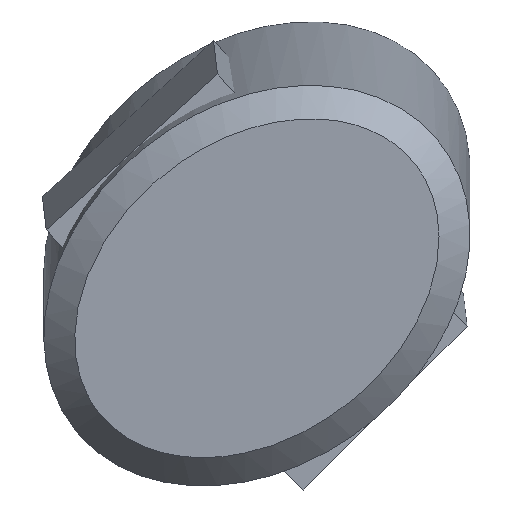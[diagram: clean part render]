
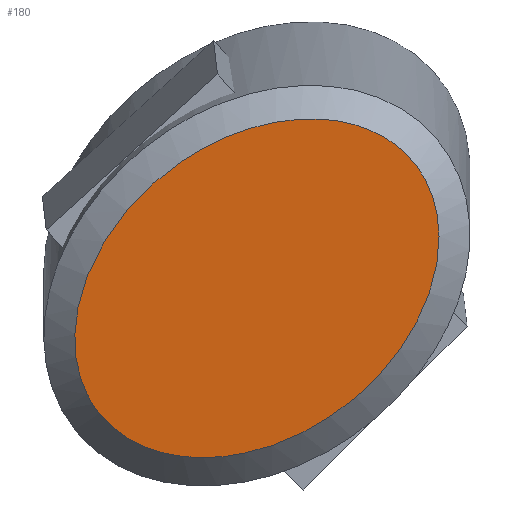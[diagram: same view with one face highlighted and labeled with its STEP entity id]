
A CAD part, top view. The second image highlights one B-rep face of the part: STEP entity #180.
In plain terms, the highlighted face is planar.
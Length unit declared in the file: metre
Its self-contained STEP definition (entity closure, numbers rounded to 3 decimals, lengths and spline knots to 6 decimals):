
#12=B_SPLINE_CURVE_WITH_KNOTS('',3,(#356,#357,#358,#359,#360,#361,#362,
#363,#364,#365,#366,#367,#368,#369,#370,#371,#372,#373,#374,#375,#376,#377,
#378,#379,#380,#381,#382,#383,#384,#385,#386,#387,#388,#389,#390,#391,#392,
#393,#394,#395,#396,#397,#398,#399,#400,#401,#402,#403,#404,#405,#406,#407,
#408,#409,#410,#411,#412,#413,#414),.UNSPECIFIED.,.T.,.F.,(1,1,1,1,1,1,
1,1,1,1,1,1,1,1,1,1,1,1,1,1,1,1,1,1,1,1,1,1,1,1,1,1,1,1,1,1,1,1,1,1,1,1,
1,1,1,1,1,1,1,1,1,1,1,1,1,1,1,1,1,1,1,1,1),(-0.04852,-0.032895,
-0.016447,0.,0.029688,0.045273,0.060859,0.076482,
0.092105,0.10773,0.123355,0.13898,0.154605,
0.17023,0.185855,0.216324,0.246793,
0.262398,0.278004,0.309215,0.325619,
0.342023,0.357687,0.373351,0.388978,
0.404605,0.42023,0.435855,0.45148,
0.467105,0.48273,0.498355,0.529605,0.54523,
0.560855,0.57648,0.592105,0.60773,
0.623355,0.63898,0.654605,0.67023,
0.685855,0.716324,0.746793,0.762398,
0.778004,0.809215,0.825619,0.842023,
0.857687,0.873351,0.888978,0.904605,
0.92023,0.935855,0.95148,0.967105,
0.983553,1.,1.029688,1.045273,1.060859),.UNSPECIFIED.);
#62=ORIENTED_EDGE('',*,*,#86,.T.);
#86=EDGE_CURVE('',#100,#100,#12,.T.);
#100=VERTEX_POINT('',#415);
#136=EDGE_LOOP('',(#62));
#154=FACE_BOUND('',#136,.T.);
#170=PLANE('',#222);
#180=ADVANCED_FACE('',(#154),#170,.T.);
#222=AXIS2_PLACEMENT_3D('',#355,#258,#259);
#258=DIRECTION('',(0.,0.,1.));
#259=DIRECTION('',(1.,0.,0.));
#355=CARTESIAN_POINT('',(0.,0.,0.127));
#356=CARTESIAN_POINT('',(-0.027405,-0.01837,0.127));
#357=CARTESIAN_POINT('',(-0.025489,-0.021203,0.127));
#358=CARTESIAN_POINT('',(-0.022997,-0.023557,0.127));
#359=CARTESIAN_POINT('',(-0.020126,-0.025327,0.127));
#360=CARTESIAN_POINT('',(-0.017663,-0.02642,0.127));
#361=CARTESIAN_POINT('',(-0.015111,-0.027196,0.127));
#362=CARTESIAN_POINT('',(-0.012346,-0.027697,0.127));
#363=CARTESIAN_POINT('',(-0.009598,-0.0279,0.127));
#364=CARTESIAN_POINT('',(-0.006702,-0.02783,0.127));
#365=CARTESIAN_POINT('',(-0.003892,-0.027507,0.127));
#366=CARTESIAN_POINT('',(-0.001001,-0.026923,0.127));
#367=CARTESIAN_POINT('',(0.001782,-0.026127,0.127));
#368=CARTESIAN_POINT('',(0.005459,-0.024767,0.127));
#369=CARTESIAN_POINT('',(0.009763,-0.022636,0.127));
#370=CARTESIAN_POINT('',(0.013812,-0.019907,0.127));
#371=CARTESIAN_POINT('',(0.016886,-0.017363,0.127));
#372=CARTESIAN_POINT('',(0.019763,-0.014633,0.127));
#373=CARTESIAN_POINT('',(0.022344,-0.011628,0.127));
#374=CARTESIAN_POINT('',(0.024655,-0.008266,0.127));
#375=CARTESIAN_POINT('',(0.026151,-0.005675,0.127));
#376=CARTESIAN_POINT('',(0.027443,-0.00295,0.127));
#377=CARTESIAN_POINT('',(0.02844,-0.000298,0.127));
#378=CARTESIAN_POINT('',(0.029218,0.00251,0.127));
#379=CARTESIAN_POINT('',(0.029694,0.005225,0.127));
#380=CARTESIAN_POINT('',(0.029893,0.008044,0.127));
#381=CARTESIAN_POINT('',(0.029776,0.010717,0.127));
#382=CARTESIAN_POINT('',(0.029332,0.013396,0.127));
#383=CARTESIAN_POINT('',(0.028568,0.015881,0.127));
#384=CARTESIAN_POINT('',(0.027465,0.018248,0.127));
#385=CARTESIAN_POINT('',(0.025586,0.021099,0.127));
#386=CARTESIAN_POINT('',(0.023081,0.023504,0.127));
#387=CARTESIAN_POINT('',(0.020133,0.025324,0.127));
#388=CARTESIAN_POINT('',(0.017666,0.02642,0.127));
#389=CARTESIAN_POINT('',(0.015111,0.027196,0.127));
#390=CARTESIAN_POINT('',(0.012346,0.027697,0.127));
#391=CARTESIAN_POINT('',(0.009598,0.0279,0.127));
#392=CARTESIAN_POINT('',(0.006701,0.02783,0.127));
#393=CARTESIAN_POINT('',(0.00389,0.027506,0.127));
#394=CARTESIAN_POINT('',(0.000999,0.026923,0.127));
#395=CARTESIAN_POINT('',(-0.001782,0.026127,0.127));
#396=CARTESIAN_POINT('',(-0.005459,0.024767,0.127));
#397=CARTESIAN_POINT('',(-0.009763,0.022637,0.127));
#398=CARTESIAN_POINT('',(-0.013812,0.019908,0.127));
#399=CARTESIAN_POINT('',(-0.016885,0.017363,0.127));
#400=CARTESIAN_POINT('',(-0.019763,0.014633,0.127));
#401=CARTESIAN_POINT('',(-0.022344,0.011629,0.127));
#402=CARTESIAN_POINT('',(-0.024655,0.008266,0.127));
#403=CARTESIAN_POINT('',(-0.026151,0.005675,0.127));
#404=CARTESIAN_POINT('',(-0.027443,0.002952,0.127));
#405=CARTESIAN_POINT('',(-0.02844,0.000298,0.127));
#406=CARTESIAN_POINT('',(-0.029216,-0.002503,0.127));
#407=CARTESIAN_POINT('',(-0.029693,-0.005226,0.127));
#408=CARTESIAN_POINT('',(-0.029892,-0.00805,0.127));
#409=CARTESIAN_POINT('',(-0.029777,-0.010715,0.127));
#410=CARTESIAN_POINT('',(-0.029332,-0.013395,0.127));
#411=CARTESIAN_POINT('',(-0.028555,-0.015924,0.127));
#412=CARTESIAN_POINT('',(-0.027405,-0.01837,0.127));
#413=CARTESIAN_POINT('',(-0.025489,-0.021203,0.127));
#414=CARTESIAN_POINT('',(-0.022997,-0.023557,0.127));
#415=CARTESIAN_POINT('',(-0.025837,-0.020562,0.127));
